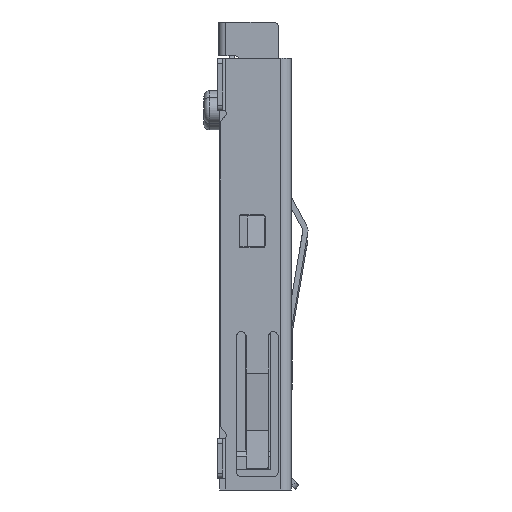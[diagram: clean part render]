
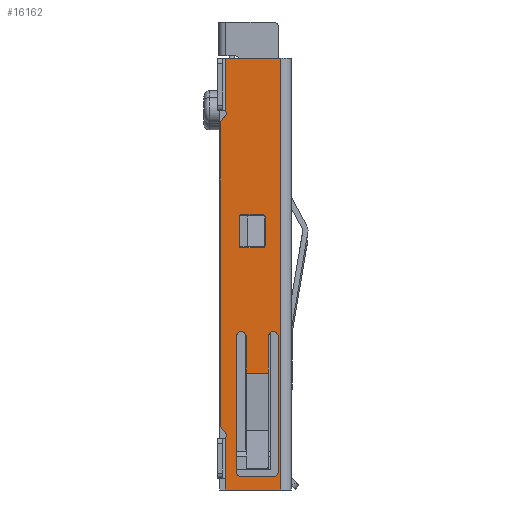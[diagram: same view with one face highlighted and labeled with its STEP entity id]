
A CAD part, left-side view. The second image highlights one B-rep face of the part: STEP entity #16162.
In plain terms, the highlighted face is planar.
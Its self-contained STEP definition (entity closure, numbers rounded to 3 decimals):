
#610=CIRCLE('',#18669,0.185);
#611=CIRCLE('',#18670,0.2);
#612=CIRCLE('',#18671,0.2);
#613=CIRCLE('',#18672,0.185);
#614=CIRCLE('',#18673,0.1);
#615=CIRCLE('',#18674,0.1);
#616=CIRCLE('',#18675,0.1);
#617=CIRCLE('',#18676,0.1);
#618=CIRCLE('',#18677,0.227);
#619=CIRCLE('',#18678,0.227);
#620=CIRCLE('',#18679,0.227);
#621=CIRCLE('',#18680,0.227);
#4647=ORIENTED_EDGE('',*,*,#7455,.F.);
#4648=ORIENTED_EDGE('',*,*,#7456,.T.);
#4649=ORIENTED_EDGE('',*,*,#7457,.T.);
#4650=ORIENTED_EDGE('',*,*,#7458,.T.);
#4651=ORIENTED_EDGE('',*,*,#7459,.T.);
#4652=ORIENTED_EDGE('',*,*,#7460,.T.);
#4653=ORIENTED_EDGE('',*,*,#7461,.T.);
#4654=ORIENTED_EDGE('',*,*,#7462,.T.);
#4655=ORIENTED_EDGE('',*,*,#7463,.T.);
#4656=ORIENTED_EDGE('',*,*,#7410,.T.);
#4657=ORIENTED_EDGE('',*,*,#7464,.T.);
#4658=ORIENTED_EDGE('',*,*,#7465,.T.);
#4659=ORIENTED_EDGE('',*,*,#7466,.T.);
#4660=ORIENTED_EDGE('',*,*,#7467,.T.);
#4661=ORIENTED_EDGE('',*,*,#7468,.T.);
#4662=ORIENTED_EDGE('',*,*,#7469,.T.);
#4663=ORIENTED_EDGE('',*,*,#7470,.T.);
#4664=ORIENTED_EDGE('',*,*,#7471,.T.);
#4665=ORIENTED_EDGE('',*,*,#7472,.T.);
#4666=ORIENTED_EDGE('',*,*,#7473,.T.);
#4667=ORIENTED_EDGE('',*,*,#7474,.T.);
#4668=ORIENTED_EDGE('',*,*,#7475,.F.);
#4669=ORIENTED_EDGE('',*,*,#7476,.F.);
#4670=ORIENTED_EDGE('',*,*,#7477,.F.);
#4671=ORIENTED_EDGE('',*,*,#7478,.F.);
#4672=ORIENTED_EDGE('',*,*,#7448,.T.);
#4673=ORIENTED_EDGE('',*,*,#7479,.T.);
#4674=ORIENTED_EDGE('',*,*,#7400,.T.);
#4675=ORIENTED_EDGE('',*,*,#7480,.T.);
#7400=EDGE_CURVE('',#9082,#9081,#10983,.T.);
#7410=EDGE_CURVE('',#9092,#9091,#10989,.T.);
#7448=EDGE_CURVE('',#9123,#9122,#11013,.T.);
#7455=EDGE_CURVE('',#9128,#9091,#11019,.T.);
#7456=EDGE_CURVE('',#9128,#9129,#11020,.T.);
#7457=EDGE_CURVE('',#9129,#9130,#610,.T.);
#7458=EDGE_CURVE('',#9130,#9131,#11021,.T.);
#7459=EDGE_CURVE('',#9131,#9132,#611,.T.);
#7460=EDGE_CURVE('',#9132,#9133,#11022,.T.);
#7461=EDGE_CURVE('',#9133,#9134,#612,.T.);
#7462=EDGE_CURVE('',#9134,#9135,#11023,.T.);
#7463=EDGE_CURVE('',#9135,#9092,#613,.T.);
#7464=EDGE_CURVE('',#9136,#9137,#11024,.T.);
#7465=EDGE_CURVE('',#9137,#9138,#614,.T.);
#7466=EDGE_CURVE('',#9138,#9139,#11025,.T.);
#7467=EDGE_CURVE('',#9139,#9140,#615,.T.);
#7468=EDGE_CURVE('',#9140,#9141,#11026,.T.);
#7469=EDGE_CURVE('',#9141,#9142,#616,.T.);
#7470=EDGE_CURVE('',#9142,#9143,#11027,.T.);
#7471=EDGE_CURVE('',#9143,#9136,#617,.T.);
#7472=EDGE_CURVE('',#9144,#9145,#618,.T.);
#7473=EDGE_CURVE('',#9145,#9146,#619,.T.);
#7474=EDGE_CURVE('',#9146,#9147,#11028,.T.);
#7475=EDGE_CURVE('',#9148,#9147,#620,.T.);
#7476=EDGE_CURVE('',#9149,#9148,#621,.T.);
#7477=EDGE_CURVE('',#9150,#9149,#11029,.F.);
#7478=EDGE_CURVE('',#9123,#9150,#11030,.T.);
#7479=EDGE_CURVE('',#9122,#9082,#11031,.T.);
#7480=EDGE_CURVE('',#9081,#9144,#11032,.T.);
#9081=VERTEX_POINT('',#27588);
#9082=VERTEX_POINT('',#27590);
#9091=VERTEX_POINT('',#27609);
#9092=VERTEX_POINT('',#27611);
#9122=VERTEX_POINT('',#27682);
#9123=VERTEX_POINT('',#27684);
#9128=VERTEX_POINT('',#27698);
#9129=VERTEX_POINT('',#27700);
#9130=VERTEX_POINT('',#27702);
#9131=VERTEX_POINT('',#27704);
#9132=VERTEX_POINT('',#27706);
#9133=VERTEX_POINT('',#27708);
#9134=VERTEX_POINT('',#27710);
#9135=VERTEX_POINT('',#27712);
#9136=VERTEX_POINT('',#27715);
#9137=VERTEX_POINT('',#27716);
#9138=VERTEX_POINT('',#27718);
#9139=VERTEX_POINT('',#27720);
#9140=VERTEX_POINT('',#27722);
#9141=VERTEX_POINT('',#27724);
#9142=VERTEX_POINT('',#27726);
#9143=VERTEX_POINT('',#27728);
#9144=VERTEX_POINT('',#27731);
#9145=VERTEX_POINT('',#27732);
#9146=VERTEX_POINT('',#27734);
#9147=VERTEX_POINT('',#27736);
#9148=VERTEX_POINT('',#27738);
#9149=VERTEX_POINT('',#27740);
#9150=VERTEX_POINT('',#27742);
#10983=LINE('',#27589,#12920);
#10989=LINE('',#27610,#12926);
#11013=LINE('',#27683,#12950);
#11019=LINE('',#27697,#12956);
#11020=LINE('',#27699,#12957);
#11021=LINE('',#27703,#12958);
#11022=LINE('',#27707,#12959);
#11023=LINE('',#27711,#12960);
#11024=LINE('',#27714,#12961);
#11025=LINE('',#27719,#12962);
#11026=LINE('',#27723,#12963);
#11027=LINE('',#27727,#12964);
#11028=LINE('',#27735,#12965);
#11029=LINE('',#27741,#12966);
#11030=LINE('',#27743,#12967);
#11031=LINE('',#27744,#12968);
#11032=LINE('',#27745,#12969);
#12920=VECTOR('',#22509,1000.);
#12926=VECTOR('',#22525,1000.);
#12950=VECTOR('',#22585,1000.);
#12956=VECTOR('',#22597,1000.);
#12957=VECTOR('',#22598,1000.);
#12958=VECTOR('',#22601,1000.);
#12959=VECTOR('',#22604,1000.);
#12960=VECTOR('',#22607,1000.);
#12961=VECTOR('',#22610,1000.);
#12962=VECTOR('',#22613,1000.);
#12963=VECTOR('',#22616,1000.);
#12964=VECTOR('',#22619,1000.);
#12965=VECTOR('',#22626,1000.);
#12966=VECTOR('',#22631,1000.);
#12967=VECTOR('',#22632,1000.);
#12968=VECTOR('',#22633,1000.);
#12969=VECTOR('',#22634,1000.);
#13848=EDGE_LOOP('',(#4647,#4648,#4649,#4650,#4651,#4652,#4653,#4654,#4655,
#4656));
#13849=EDGE_LOOP('',(#4657,#4658,#4659,#4660,#4661,#4662,#4663,#4664));
#13850=EDGE_LOOP('',(#4665,#4666,#4667,#4668,#4669,#4670,#4671,#4672,#4673,
#4674,#4675));
#14713=FACE_BOUND('',#13848,.T.);
#14714=FACE_BOUND('',#13849,.T.);
#14715=FACE_BOUND('',#13850,.T.);
#15420=PLANE('',#18668);
#16162=ADVANCED_FACE('',(#14713,#14714,#14715),#15420,.T.);
#18668=AXIS2_PLACEMENT_3D('',#27696,#22595,#22596);
#18669=AXIS2_PLACEMENT_3D('',#27701,#22599,#22600);
#18670=AXIS2_PLACEMENT_3D('',#27705,#22602,#22603);
#18671=AXIS2_PLACEMENT_3D('',#27709,#22605,#22606);
#18672=AXIS2_PLACEMENT_3D('',#27713,#22608,#22609);
#18673=AXIS2_PLACEMENT_3D('',#27717,#22611,#22612);
#18674=AXIS2_PLACEMENT_3D('',#27721,#22614,#22615);
#18675=AXIS2_PLACEMENT_3D('',#27725,#22617,#22618);
#18676=AXIS2_PLACEMENT_3D('',#27729,#22620,#22621);
#18677=AXIS2_PLACEMENT_3D('',#27730,#22622,#22623);
#18678=AXIS2_PLACEMENT_3D('',#27733,#22624,#22625);
#18679=AXIS2_PLACEMENT_3D('',#27737,#22627,#22628);
#18680=AXIS2_PLACEMENT_3D('',#27739,#22629,#22630);
#22509=DIRECTION('',(0.,0.,-1.));
#22525=DIRECTION('',(0.,1.,0.));
#22585=DIRECTION('',(0.,0.,1.));
#22595=DIRECTION('',(1.,0.,0.));
#22596=DIRECTION('',(0.,0.,-1.));
#22597=DIRECTION('',(0.,0.,-1.));
#22598=DIRECTION('',(0.,-1.,0.));
#22599=DIRECTION('',(-1.,0.,0.));
#22600=DIRECTION('',(0.,1.,0.));
#22601=DIRECTION('',(0.,1.,0.));
#22602=DIRECTION('',(-1.,0.,0.));
#22603=DIRECTION('',(0.,-1.,0.));
#22604=DIRECTION('',(0.,0.,-1.));
#22605=DIRECTION('',(-1.,0.,0.));
#22606=DIRECTION('',(0.,1.,0.));
#22607=DIRECTION('',(0.,-1.,0.));
#22608=DIRECTION('',(-1.,0.,0.));
#22609=DIRECTION('',(0.,1.,0.));
#22610=DIRECTION('',(0.,0.,-1.));
#22611=DIRECTION('',(-1.,0.,0.));
#22612=DIRECTION('',(0.,-1.,0.));
#22613=DIRECTION('',(0.,-1.,0.));
#22614=DIRECTION('',(-1.,0.,0.));
#22615=DIRECTION('',(0.,1.,0.));
#22616=DIRECTION('',(0.,0.,1.));
#22617=DIRECTION('',(-1.,0.,0.));
#22618=DIRECTION('',(0.,1.,0.));
#22619=DIRECTION('',(0.,1.,0.));
#22620=DIRECTION('',(-1.,0.,0.));
#22621=DIRECTION('',(0.,-1.,0.));
#22622=DIRECTION('',(-1.,0.,0.));
#22623=DIRECTION('',(0.,1.,0.));
#22624=DIRECTION('',(1.,0.,0.));
#22625=DIRECTION('',(0.,1.,0.));
#22626=DIRECTION('',(0.,1.,0.));
#22627=DIRECTION('',(-1.,0.,0.));
#22628=DIRECTION('',(0.,1.,0.));
#22629=DIRECTION('',(1.,0.,0.));
#22630=DIRECTION('',(0.,1.,0.));
#22631=DIRECTION('',(0.,1.,0.));
#22632=DIRECTION('',(0.,-1.,0.));
#22633=DIRECTION('',(0.,-1.,0.));
#22634=DIRECTION('',(0.,1.,0.));
#27588=CARTESIAN_POINT('',(13.25,-8.3,-2.325));
#27589=CARTESIAN_POINT('',(13.25,-8.3,0.009));
#27590=CARTESIAN_POINT('',(13.25,-8.3,-0.2));
#27609=CARTESIAN_POINT('',(13.25,3.803,-1.53));
#27610=CARTESIAN_POINT('',(13.25,2.395,-1.53));
#27611=CARTESIAN_POINT('',(13.25,2.395,-1.53));
#27682=CARTESIAN_POINT('',(13.25,8.3,-0.2));
#27683=CARTESIAN_POINT('',(13.25,8.3,-2.5));
#27684=CARTESIAN_POINT('',(13.25,8.3,-2.325));
#27696=CARTESIAN_POINT('',(13.25,0.,0.));
#27697=CARTESIAN_POINT('',(13.25,3.803,-0.67));
#27698=CARTESIAN_POINT('',(13.25,3.803,-0.67));
#27699=CARTESIAN_POINT('',(13.25,7.4,-0.67));
#27700=CARTESIAN_POINT('',(13.25,2.395,-0.67));
#27701=CARTESIAN_POINT('',(13.25,2.395,-0.485));
#27702=CARTESIAN_POINT('',(13.25,2.395,-0.3));
#27703=CARTESIAN_POINT('',(13.25,2.395,-0.3));
#27704=CARTESIAN_POINT('',(13.25,7.6,-0.3));
#27705=CARTESIAN_POINT('',(13.25,7.6,-0.5));
#27706=CARTESIAN_POINT('',(13.25,7.8,-0.5));
#27707=CARTESIAN_POINT('',(13.25,7.8,-0.5));
#27708=CARTESIAN_POINT('',(13.25,7.8,-1.7));
#27709=CARTESIAN_POINT('',(13.25,7.6,-1.7));
#27710=CARTESIAN_POINT('',(13.25,7.6,-1.9));
#27711=CARTESIAN_POINT('',(13.25,7.6,-1.9));
#27712=CARTESIAN_POINT('',(13.25,2.395,-1.9));
#27713=CARTESIAN_POINT('',(13.25,2.395,-1.715));
#27714=CARTESIAN_POINT('',(13.25,-1.01,-0.9));
#27715=CARTESIAN_POINT('',(13.25,-1.01,-0.9));
#27716=CARTESIAN_POINT('',(13.25,-1.01,-1.7));
#27717=CARTESIAN_POINT('',(13.25,-1.11,-1.7));
#27718=CARTESIAN_POINT('',(13.25,-1.11,-1.8));
#27719=CARTESIAN_POINT('',(13.25,-1.11,-1.8));
#27720=CARTESIAN_POINT('',(13.25,-2.19,-1.8));
#27721=CARTESIAN_POINT('',(13.25,-2.19,-1.7));
#27722=CARTESIAN_POINT('',(13.25,-2.29,-1.7));
#27723=CARTESIAN_POINT('',(13.25,-2.29,-1.7));
#27724=CARTESIAN_POINT('',(13.25,-2.29,-0.9));
#27725=CARTESIAN_POINT('',(13.25,-2.19,-0.9));
#27726=CARTESIAN_POINT('',(13.25,-2.19,-0.8));
#27727=CARTESIAN_POINT('',(13.25,-2.19,-0.8));
#27728=CARTESIAN_POINT('',(13.25,-1.11,-0.8));
#27729=CARTESIAN_POINT('',(13.25,-1.11,-0.9));
#27730=CARTESIAN_POINT('',(13.25,-6.196,-2.527));
#27731=CARTESIAN_POINT('',(13.25,-6.3,-2.325));
#27732=CARTESIAN_POINT('',(13.25,-6.008,-2.4));
#27733=CARTESIAN_POINT('',(13.25,-5.82,-2.273));
#27734=CARTESIAN_POINT('',(13.25,-5.82,-2.5));
#27735=CARTESIAN_POINT('',(13.25,-8.3,-2.5));
#27736=CARTESIAN_POINT('',(13.25,5.82,-2.5));
#27737=CARTESIAN_POINT('',(13.25,5.82,-2.273));
#27738=CARTESIAN_POINT('',(13.25,6.008,-2.4));
#27739=CARTESIAN_POINT('',(13.25,6.196,-2.527));
#27740=CARTESIAN_POINT('',(13.25,6.3,-2.325));
#27741=CARTESIAN_POINT('',(13.25,6.3,-2.325));
#27742=CARTESIAN_POINT('',(13.25,7.85,-2.325));
#27743=CARTESIAN_POINT('',(13.25,8.3,-2.325));
#27744=CARTESIAN_POINT('',(13.25,8.3,-0.2));
#27745=CARTESIAN_POINT('',(13.25,-8.3,-2.325));
